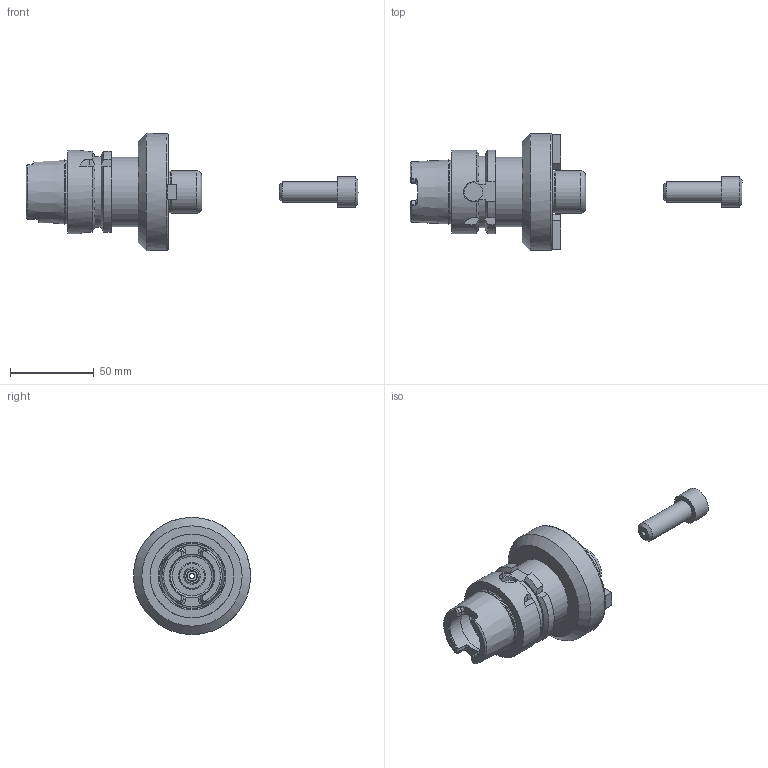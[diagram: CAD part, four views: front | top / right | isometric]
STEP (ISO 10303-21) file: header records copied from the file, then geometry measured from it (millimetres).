
FILE_DESCRIPTION((''),'2;1');
FILE_NAME('535014225060-3D.stp','2020-05-08T09:37:50',('nttooll'),(''),'Autodesk Inventor 2012','Autodesk Inventor 2012','');
FILE_SCHEMA(('AUTOMOTIVE_DESIGN { 1 0 10303 214 1 1 1 1 }'));
Length unit declared in the file: millimetre
Products named in the file (1): 535014225060-3D
Bounding box: 198.51 x 70 x 70 mm (x, y, z)
Volume: 152120.4 mm3; surface area: 33292.6 mm2
Topology: 2 solids, 2 shells, 163 faces, 396 edges, 247 vertices
Faces by surface type: plane 71, cylinder 43, cone 32, torus 17
Full cylindrical faces by diameter (mm): 3 x1, 6 x1, 6.4 x1, 9.5 x1, 10 x1, 10.5 x1, 11 x1, 11.547 x1, 12 x2, 12.5 x1, 16 x1, 18 x1, 25 x1, 25.4 x1, 26 x1, 26.6 x1, 32 x1, 37.9 x1, 41.5 x1, 50 x1, 70 x1
Entity records: 4710 total; most frequent: CARTESIAN_POINT 1070, DIRECTION 766, ORIENTED_EDGE 694, EDGE_CURVE 347, AXIS2_PLACEMENT_3D 309, VERTEX_POINT 243, EDGE_LOOP 222, FACE_OUTER_BOUND 163
